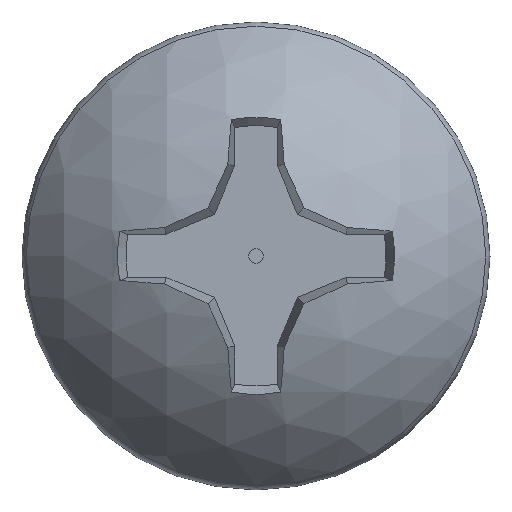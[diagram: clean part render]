
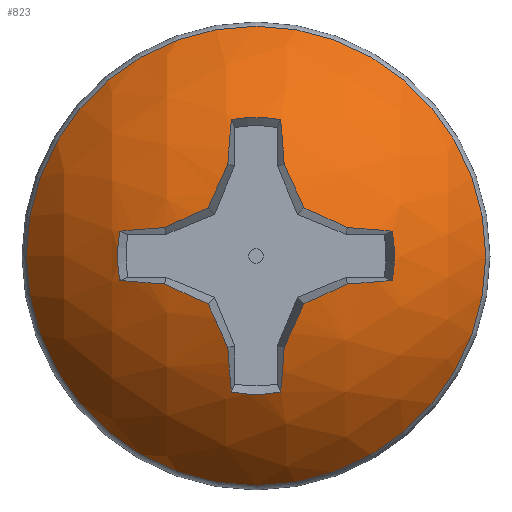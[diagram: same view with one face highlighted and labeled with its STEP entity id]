
A CAD part, top view. The second image highlights one B-rep face of the part: STEP entity #823.
In plain terms, the highlighted spherical face has radius 4.773 mm.
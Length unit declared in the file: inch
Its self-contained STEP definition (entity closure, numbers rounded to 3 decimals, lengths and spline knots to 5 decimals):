
#148=SPHERICAL_SURFACE('',#887,0.18791);
#205=FACE_BOUND('',#264,.T.);
#212=FACE_OUTER_BOUND('',#263,.T.);
#263=EDGE_LOOP('',(#575));
#264=EDGE_LOOP('',(#576,#577,#578,#579,#580,#581,#582,#583,#584,#585,#586,
#587,#588,#589,#590,#591,#592,#593,#594,#595));
#316=CIRCLE('',#882,0.09524);
#320=CIRCLE('',#888,0.15803);
#321=CIRCLE('',#889,0.09524);
#322=CIRCLE('',#890,0.18755);
#323=CIRCLE('',#891,0.1876);
#324=CIRCLE('',#892,0.1876);
#325=CIRCLE('',#893,0.18755);
#326=CIRCLE('',#894,0.18755);
#327=CIRCLE('',#895,0.1876);
#328=CIRCLE('',#896,0.1876);
#329=CIRCLE('',#897,0.18755);
#330=CIRCLE('',#898,0.09524);
#331=CIRCLE('',#899,0.18755);
#332=CIRCLE('',#900,0.1876);
#333=CIRCLE('',#901,0.1876);
#334=CIRCLE('',#902,0.18755);
#335=CIRCLE('',#903,0.09524);
#336=CIRCLE('',#904,0.18755);
#337=CIRCLE('',#905,0.1876);
#338=CIRCLE('',#906,0.1876);
#339=CIRCLE('',#907,0.18755);
#350=VERTEX_POINT('',#1123);
#351=VERTEX_POINT('',#1131);
#360=VERTEX_POINT('',#1282);
#361=VERTEX_POINT('',#1284);
#362=VERTEX_POINT('',#1285);
#363=VERTEX_POINT('',#1287);
#364=VERTEX_POINT('',#1289);
#365=VERTEX_POINT('',#1291);
#366=VERTEX_POINT('',#1294);
#367=VERTEX_POINT('',#1296);
#368=VERTEX_POINT('',#1298);
#369=VERTEX_POINT('',#1300);
#370=VERTEX_POINT('',#1302);
#371=VERTEX_POINT('',#1304);
#372=VERTEX_POINT('',#1306);
#373=VERTEX_POINT('',#1308);
#374=VERTEX_POINT('',#1310);
#375=VERTEX_POINT('',#1312);
#376=VERTEX_POINT('',#1314);
#377=VERTEX_POINT('',#1316);
#378=VERTEX_POINT('',#1318);
#437=EDGE_CURVE('',#351,#350,#316,.T.);
#447=EDGE_CURVE('',#360,#360,#320,.T.);
#448=EDGE_CURVE('',#361,#362,#321,.T.);
#449=EDGE_CURVE('',#362,#363,#322,.T.);
#450=EDGE_CURVE('',#363,#364,#323,.T.);
#451=EDGE_CURVE('',#364,#365,#324,.T.);
#452=EDGE_CURVE('',#365,#351,#325,.T.);
#453=EDGE_CURVE('',#350,#366,#326,.T.);
#454=EDGE_CURVE('',#366,#367,#327,.T.);
#455=EDGE_CURVE('',#367,#368,#328,.T.);
#456=EDGE_CURVE('',#368,#369,#329,.T.);
#457=EDGE_CURVE('',#369,#370,#330,.T.);
#458=EDGE_CURVE('',#370,#371,#331,.T.);
#459=EDGE_CURVE('',#371,#372,#332,.T.);
#460=EDGE_CURVE('',#372,#373,#333,.T.);
#461=EDGE_CURVE('',#373,#374,#334,.T.);
#462=EDGE_CURVE('',#374,#375,#335,.T.);
#463=EDGE_CURVE('',#375,#376,#336,.T.);
#464=EDGE_CURVE('',#376,#377,#337,.T.);
#465=EDGE_CURVE('',#377,#378,#338,.T.);
#466=EDGE_CURVE('',#378,#361,#339,.T.);
#575=ORIENTED_EDGE('',*,*,#447,.F.);
#576=ORIENTED_EDGE('',*,*,#448,.T.);
#577=ORIENTED_EDGE('',*,*,#449,.T.);
#578=ORIENTED_EDGE('',*,*,#450,.T.);
#579=ORIENTED_EDGE('',*,*,#451,.T.);
#580=ORIENTED_EDGE('',*,*,#452,.T.);
#581=ORIENTED_EDGE('',*,*,#437,.T.);
#582=ORIENTED_EDGE('',*,*,#453,.T.);
#583=ORIENTED_EDGE('',*,*,#454,.T.);
#584=ORIENTED_EDGE('',*,*,#455,.T.);
#585=ORIENTED_EDGE('',*,*,#456,.T.);
#586=ORIENTED_EDGE('',*,*,#457,.T.);
#587=ORIENTED_EDGE('',*,*,#458,.T.);
#588=ORIENTED_EDGE('',*,*,#459,.T.);
#589=ORIENTED_EDGE('',*,*,#460,.T.);
#590=ORIENTED_EDGE('',*,*,#461,.T.);
#591=ORIENTED_EDGE('',*,*,#462,.T.);
#592=ORIENTED_EDGE('',*,*,#463,.T.);
#593=ORIENTED_EDGE('',*,*,#464,.T.);
#594=ORIENTED_EDGE('',*,*,#465,.T.);
#595=ORIENTED_EDGE('',*,*,#466,.T.);
#823=ADVANCED_FACE('',(#212,#205),#148,.T.);
#882=AXIS2_PLACEMENT_3D('',#1132,#952,#953);
#887=AXIS2_PLACEMENT_3D('',#1281,#962,#963);
#888=AXIS2_PLACEMENT_3D('',#1283,#964,#965);
#889=AXIS2_PLACEMENT_3D('',#1286,#966,#967);
#890=AXIS2_PLACEMENT_3D('',#1288,#968,#969);
#891=AXIS2_PLACEMENT_3D('',#1290,#970,#971);
#892=AXIS2_PLACEMENT_3D('',#1292,#972,#973);
#893=AXIS2_PLACEMENT_3D('',#1293,#974,#975);
#894=AXIS2_PLACEMENT_3D('',#1295,#976,#977);
#895=AXIS2_PLACEMENT_3D('',#1297,#978,#979);
#896=AXIS2_PLACEMENT_3D('',#1299,#980,#981);
#897=AXIS2_PLACEMENT_3D('',#1301,#982,#983);
#898=AXIS2_PLACEMENT_3D('',#1303,#984,#985);
#899=AXIS2_PLACEMENT_3D('',#1305,#986,#987);
#900=AXIS2_PLACEMENT_3D('',#1307,#988,#989);
#901=AXIS2_PLACEMENT_3D('',#1309,#990,#991);
#902=AXIS2_PLACEMENT_3D('',#1311,#992,#993);
#903=AXIS2_PLACEMENT_3D('',#1313,#994,#995);
#904=AXIS2_PLACEMENT_3D('',#1315,#996,#997);
#905=AXIS2_PLACEMENT_3D('',#1317,#998,#999);
#906=AXIS2_PLACEMENT_3D('',#1319,#1000,#1001);
#907=AXIS2_PLACEMENT_3D('',#1320,#1002,#1003);
#952=DIRECTION('center_axis',(0.,0.,-1.));
#953=DIRECTION('ref_axis',(-1.,0.,0.));
#962=DIRECTION('center_axis',(1.,0.,0.));
#963=DIRECTION('ref_axis',(0.,1.,0.));
#964=DIRECTION('center_axis',(0.,0.,-1.));
#965=DIRECTION('ref_axis',(-1.,0.,0.));
#966=DIRECTION('center_axis',(0.,0.,-1.));
#967=DIRECTION('ref_axis',(-1.,0.,0.));
#968=DIRECTION('center_axis',(0.985,0.,-0.174));
#969=DIRECTION('ref_axis',(0.174,0.,0.985));
#970=DIRECTION('center_axis',(0.91,0.377,-0.174));
#971=DIRECTION('ref_axis',(0.383,-0.924,0.));
#972=DIRECTION('center_axis',(0.377,0.91,-0.174));
#973=DIRECTION('ref_axis',(0.924,-0.383,0.));
#974=DIRECTION('center_axis',(0.,0.985,-0.174));
#975=DIRECTION('ref_axis',(0.,-0.174,-0.985));
#976=DIRECTION('center_axis',(0.,-0.985,-0.174));
#977=DIRECTION('ref_axis',(0.,-0.174,0.985));
#978=DIRECTION('center_axis',(0.377,-0.91,-0.174));
#979=DIRECTION('ref_axis',(-0.924,-0.383,0.));
#980=DIRECTION('center_axis',(0.91,-0.377,-0.174));
#981=DIRECTION('ref_axis',(-0.383,-0.924,0.));
#982=DIRECTION('center_axis',(0.985,0.,-0.174));
#983=DIRECTION('ref_axis',(0.174,0.,0.985));
#984=DIRECTION('center_axis',(0.,0.,-1.));
#985=DIRECTION('ref_axis',(-1.,0.,0.));
#986=DIRECTION('center_axis',(-0.985,0.,
-0.174));
#987=DIRECTION('ref_axis',(0.174,0.,-0.985));
#988=DIRECTION('center_axis',(-0.91,-0.377,-0.174));
#989=DIRECTION('ref_axis',(-0.383,0.924,0.));
#990=DIRECTION('center_axis',(-0.377,-0.91,-0.174));
#991=DIRECTION('ref_axis',(-0.924,0.383,0.));
#992=DIRECTION('center_axis',(0.,-0.985,-0.174));
#993=DIRECTION('ref_axis',(0.,-0.174,0.985));
#994=DIRECTION('center_axis',(0.,0.,-1.));
#995=DIRECTION('ref_axis',(-1.,0.,0.));
#996=DIRECTION('center_axis',(0.,0.985,-0.174));
#997=DIRECTION('ref_axis',(0.,-0.174,-0.985));
#998=DIRECTION('center_axis',(-0.377,0.91,-0.174));
#999=DIRECTION('ref_axis',(0.924,0.383,0.));
#1000=DIRECTION('center_axis',(-0.91,0.377,-0.174));
#1001=DIRECTION('ref_axis',(0.383,0.924,0.));
#1002=DIRECTION('center_axis',(-0.985,0.,
-0.174));
#1003=DIRECTION('ref_axis',(0.174,0.,-0.985));
#1123=CARTESIAN_POINT('',(0.09373,-0.0169,0.08907));
#1131=CARTESIAN_POINT('',(0.09373,0.0169,0.08907));
#1132=CARTESIAN_POINT('Origin',(0.,0.,0.08907));
#1281=CARTESIAN_POINT('Origin',(0.,0.,-0.07291));
#1282=CARTESIAN_POINT('',(-0.15803,0.,0.02875));
#1283=CARTESIAN_POINT('Origin',(0.,0.,0.02875));
#1284=CARTESIAN_POINT('',(-0.0169,0.09373,0.08907));
#1285=CARTESIAN_POINT('',(0.0169,0.09373,0.08907));
#1286=CARTESIAN_POINT('Origin',(0.,0.,0.08907));
#1287=CARTESIAN_POINT('',(0.01937,0.0629,0.1031));
#1288=CARTESIAN_POINT('Origin',(-0.01131,0.,-0.07091));
#1289=CARTESIAN_POINT('',(0.03293,0.03293,0.10914));
#1290=CARTESIAN_POINT('Origin',(0.00979,0.00406,
-0.07478));
#1291=CARTESIAN_POINT('',(0.0629,0.01937,0.1031));
#1292=CARTESIAN_POINT('Origin',(0.00406,0.00979,
-0.07478));
#1293=CARTESIAN_POINT('Origin',(0.,-0.01131,
-0.07091));
#1294=CARTESIAN_POINT('',(0.0629,-0.01937,0.1031));
#1295=CARTESIAN_POINT('Origin',(0.,0.01131,
-0.07091));
#1296=CARTESIAN_POINT('',(0.03293,-0.03293,0.10914));
#1297=CARTESIAN_POINT('Origin',(0.00406,-0.00979,
-0.07478));
#1298=CARTESIAN_POINT('',(0.01937,-0.0629,0.1031));
#1299=CARTESIAN_POINT('Origin',(0.00979,-0.00406,
-0.07478));
#1300=CARTESIAN_POINT('',(0.0169,-0.09373,0.08907));
#1301=CARTESIAN_POINT('Origin',(-0.01131,0.,
-0.07091));
#1302=CARTESIAN_POINT('',(-0.0169,-0.09373,0.08907));
#1303=CARTESIAN_POINT('Origin',(0.,0.,0.08907));
#1304=CARTESIAN_POINT('',(-0.01937,-0.0629,0.1031));
#1305=CARTESIAN_POINT('Origin',(0.01131,0.,
-0.07091));
#1306=CARTESIAN_POINT('',(-0.03293,-0.03293,0.10914));
#1307=CARTESIAN_POINT('Origin',(-0.00979,-0.00406,
-0.07478));
#1308=CARTESIAN_POINT('',(-0.0629,-0.01937,0.1031));
#1309=CARTESIAN_POINT('Origin',(-0.00406,-0.00979,
-0.07478));
#1310=CARTESIAN_POINT('',(-0.09373,-0.0169,0.08907));
#1311=CARTESIAN_POINT('Origin',(0.,0.01131,
-0.07091));
#1312=CARTESIAN_POINT('',(-0.09373,0.0169,0.08907));
#1313=CARTESIAN_POINT('Origin',(0.,0.,0.08907));
#1314=CARTESIAN_POINT('',(-0.0629,0.01937,0.1031));
#1315=CARTESIAN_POINT('Origin',(0.,-0.01131,
-0.07091));
#1316=CARTESIAN_POINT('',(-0.03293,0.03293,0.10914));
#1317=CARTESIAN_POINT('Origin',(-0.00406,0.00979,
-0.07478));
#1318=CARTESIAN_POINT('',(-0.01937,0.0629,0.1031));
#1319=CARTESIAN_POINT('Origin',(-0.00979,0.00406,
-0.07478));
#1320=CARTESIAN_POINT('Origin',(0.01131,0.,
-0.07091));
